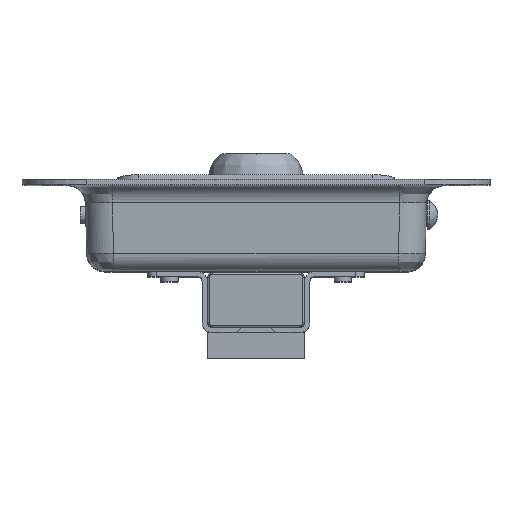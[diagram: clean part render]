
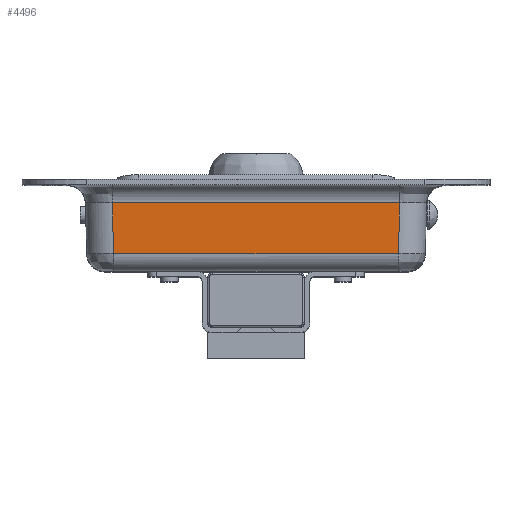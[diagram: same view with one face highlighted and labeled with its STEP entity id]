
A CAD part, top view. The second image highlights one B-rep face of the part: STEP entity #4496.
In plain terms, the highlighted planar face has unit normal (0, -0.025, 1).
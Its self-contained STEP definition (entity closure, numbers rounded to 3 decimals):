
#4496=ADVANCED_FACE('',(#5069),#13522,.T.);
#5069=FACE_OUTER_BOUND('',#5657,.T.);
#5657=EDGE_LOOP('',(#7327,#7328,#7329,#7330));
#7327=ORIENTED_EDGE('',*,*,#9787,.T.);
#7328=ORIENTED_EDGE('',*,*,#9788,.F.);
#7329=ORIENTED_EDGE('',*,*,#9783,.F.);
#7330=ORIENTED_EDGE('',*,*,#9789,.T.);
#9783=EDGE_CURVE('',#12988,#12937,#11145,.T.);
#9787=EDGE_CURVE('',#12989,#12938,#11149,.T.);
#9788=EDGE_CURVE('',#12937,#12938,#11150,.T.);
#9789=EDGE_CURVE('',#12988,#12989,#11151,.T.);
#11145=B_SPLINE_CURVE_WITH_KNOTS('',1,(#29045,#29046),.UNSPECIFIED.,.F.,
 .F.,(2,2),(0.,11.72),.UNSPECIFIED.);
#11149=B_SPLINE_CURVE_WITH_KNOTS('',1,(#29069,#29070),.UNSPECIFIED.,.F.,
 .F.,(2,2),(0.,11.72),.UNSPECIFIED.);
#11150=B_SPLINE_CURVE_WITH_KNOTS('',1,(#29071,#29072),.UNSPECIFIED.,.F.,
 .F.,(2,2),(-65.749,0.),.UNSPECIFIED.);
#11151=B_SPLINE_CURVE_WITH_KNOTS('',1,(#29073,#29074),.UNSPECIFIED.,.F.,
 .F.,(2,2),(0.,66.335),.UNSPECIFIED.);
#12937=VERTEX_POINT('',#27151);
#12938=VERTEX_POINT('',#27152);
#12988=VERTEX_POINT('',#27202);
#12989=VERTEX_POINT('',#27203);
#13522=PLANE('',#14307);
#14307=AXIS2_PLACEMENT_3D('',#25351,#15180,$);
#15180=DIRECTION('',(0.,-0.025,1.));
#25351=CARTESIAN_POINT('',(-39.801,-4.221,95.595));
#27151=CARTESIAN_POINT('',(32.875,-17.105,95.273));
#27152=CARTESIAN_POINT('',(-32.874,-17.105,95.273));
#27202=CARTESIAN_POINT('',(33.167,-5.393,95.566));
#27203=CARTESIAN_POINT('',(-33.167,-5.393,95.566));
#29045=CARTESIAN_POINT('',(33.167,-5.393,95.566));
#29046=CARTESIAN_POINT('',(32.875,-17.105,95.273));
#29069=CARTESIAN_POINT('',(-33.167,-5.393,95.566));
#29070=CARTESIAN_POINT('',(-32.874,-17.105,95.273));
#29071=CARTESIAN_POINT('',(32.875,-17.105,95.273));
#29072=CARTESIAN_POINT('',(-32.874,-17.105,95.273));
#29073=CARTESIAN_POINT('',(33.167,-5.393,95.566));
#29074=CARTESIAN_POINT('',(-33.167,-5.393,95.566));
